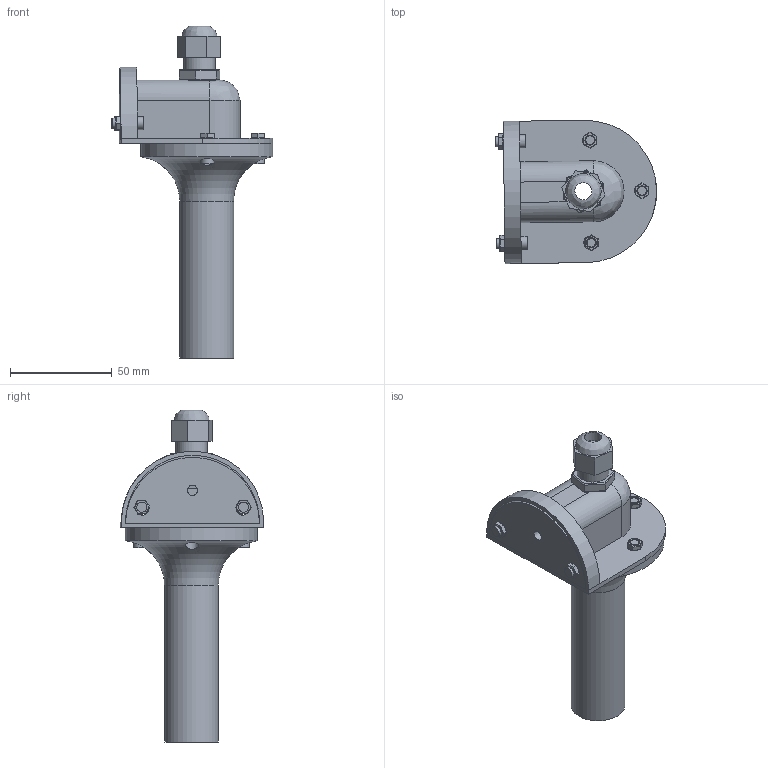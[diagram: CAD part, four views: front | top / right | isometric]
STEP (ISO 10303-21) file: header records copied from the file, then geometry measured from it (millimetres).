
FILE_DESCRIPTION((''),'2;1');
FILE_NAME('127238.stp','2019-10-01T15:43:28',('e.eickhoff'),(''),'Autodesk Inventor 2012','Autodesk Inventor 2012','');
FILE_SCHEMA(('AUTOMOTIVE_DESIGN { 1 0 10303 214 1 1 1 1 }'));
Length unit declared in the file: millimetre
Products named in the file (8): 127238; Gummi Adeckung; Hauptteil; Mutter Plastik6; Mutter Rund6; 127238r; Mutter; Schraube
Assembly tree (15 placements, depth 2):
  127238
    Gummi Adeckung
    Hauptteil
    Mutter Plastik6
    Mutter Rund6
    127238r
    Mutter  x5
    Schraube  x5
Bounding box: 79.41 x 70.5 x 163.27 mm (x, y, z)
Volume: 89648.9 mm3; surface area: 54246.8 mm2
Topology: 15 solids, 15 shells, 325 faces, 761 edges, 481 vertices
Faces by surface type: plane 172, cylinder 148, sphere 2, bspline 2, torus 1
Full cylindrical faces by diameter (mm): 4.2 x5, 5 x6, 6 x4, 6.4 x5, 6.5 x4, 8.4 x1, 10 x1, 12.8 x1, 13.8 x1, 14 x1, 15 x3, 15.5 x1, 22 x1, 26.5 x1, 65 x1
Entity records: 5057 total; most frequent: CARTESIAN_POINT 1066, DIRECTION 784, ORIENTED_EDGE 660, EDGE_CURVE 330, AXIS2_PLACEMENT_3D 293, VERTEX_POINT 225, EDGE_LOOP 223, VECTOR 198
